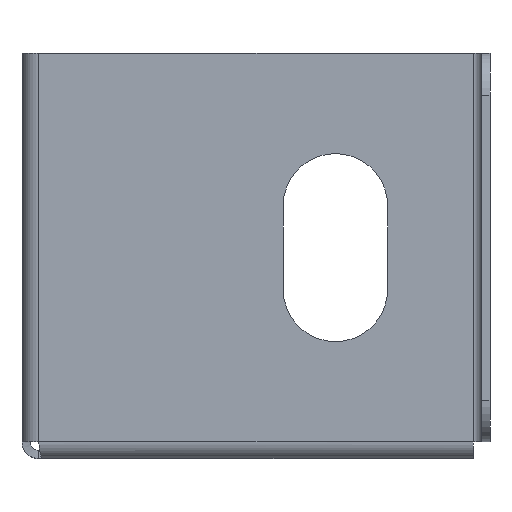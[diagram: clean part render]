
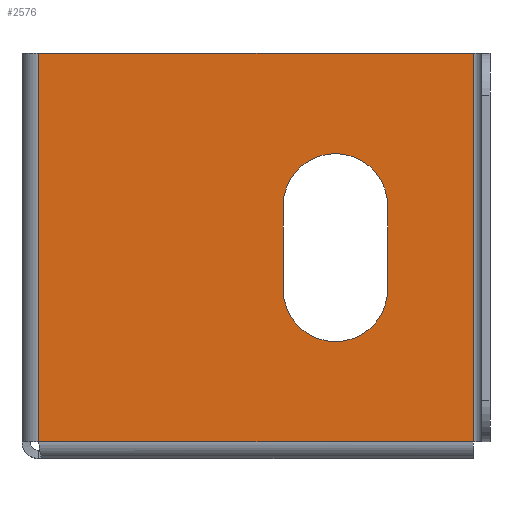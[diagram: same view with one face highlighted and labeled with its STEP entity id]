
A CAD part, left-side view. The second image highlights one B-rep face of the part: STEP entity #2576.
In plain terms, the highlighted planar face has unit normal (-1, 0, 0).
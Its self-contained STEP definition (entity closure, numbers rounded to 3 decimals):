
#276 = CARTESIAN_POINT ( 'NONE',  ( -182.25, -294.659, 93. ) ) ;
#278 = CARTESIAN_POINT ( 'NONE',  ( -182.25, -269.659, 36.5 ) ) ;
#287 = EDGE_LOOP ( 'NONE', ( #1126, #1203, #2976, #1724 ) ) ;
#294 = AXIS2_PLACEMENT_3D ( 'NONE', #2373, #397, #2111 ) ;
#318 = DIRECTION ( 'NONE',  ( 1., 0., 0. ) ) ;
#375 = DIRECTION ( 'NONE',  ( 0., 0., -1. ) ) ;
#397 = DIRECTION ( 'NONE',  ( 1., 0., 0. ) ) ;
#409 = CARTESIAN_POINT ( 'NONE',  ( -182.25, -209.159, 93. ) ) ;
#461 = CARTESIAN_POINT ( 'NONE',  ( -182.25, -294.659, 56.5 ) ) ;
#515 = LINE ( 'NONE', #895, #1038 ) ;
#615 = EDGE_CURVE ( 'NONE', #2350, #1226, #3099, .T. ) ;
#672 = FACE_BOUND ( 'NONE', #287, .T. ) ;
#677 = DIRECTION ( 'NONE',  ( 0., -1., 0. ) ) ;
#752 = VECTOR ( 'NONE', #1872, 1000. ) ;
#758 = CIRCLE ( 'NONE', #294, 12.5 ) ;
#834 = LINE ( 'NONE', #2637, #752 ) ;
#839 = CARTESIAN_POINT ( 'NONE',  ( -182.25, -315.159, 93. ) ) ;
#895 = CARTESIAN_POINT ( 'NONE',  ( -182.25, -211.159, 93. ) ) ;
#915 = DIRECTION ( 'NONE',  ( 0., -1., 0. ) ) ;
#921 = DIRECTION ( 'NONE',  ( 0., 0., -1. ) ) ;
#1038 = VECTOR ( 'NONE', #375, 1000. ) ;
#1073 = FACE_OUTER_BOUND ( 'NONE', #1169, .T. ) ;
#1126 = ORIENTED_EDGE ( 'NONE', *, *, #2389, .T. ) ;
#1134 = VERTEX_POINT ( 'NONE', #2790 ) ;
#1162 = ORIENTED_EDGE ( 'NONE', *, *, #1390, .T. ) ;
#1169 = EDGE_LOOP ( 'NONE', ( #1162, #2437, #1329, #3021 ) ) ;
#1203 = ORIENTED_EDGE ( 'NONE', *, *, #2552, .T. ) ;
#1226 = VERTEX_POINT ( 'NONE', #3176 ) ;
#1329 = ORIENTED_EDGE ( 'NONE', *, *, #3044, .F. ) ;
#1389 = CARTESIAN_POINT ( 'NONE',  ( -182.25, -269.659, 56.5 ) ) ;
#1390 = EDGE_CURVE ( 'NONE', #3223, #1134, #1840, .T. ) ;
#1416 = CARTESIAN_POINT ( 'NONE',  ( -182.25, -282.159, 36.5 ) ) ;
#1431 = CARTESIAN_POINT ( 'NONE',  ( -182.25, -209.159, 0. ) ) ;
#1493 = CARTESIAN_POINT ( 'NONE',  ( -182.25, -211.159, 0. ) ) ;
#1664 = DIRECTION ( 'NONE',  ( 0., 0., -1. ) ) ;
#1701 = CARTESIAN_POINT ( 'NONE',  ( -182.25, -209.159, 93. ) ) ;
#1724 = ORIENTED_EDGE ( 'NONE', *, *, #3003, .T. ) ;
#1840 = LINE ( 'NONE', #1431, #3134 ) ;
#1859 = EDGE_CURVE ( 'NONE', #3187, #3223, #515, .T. ) ;
#1872 = DIRECTION ( 'NONE',  ( 0., 0., -1. ) ) ;
#2098 = VERTEX_POINT ( 'NONE', #1389 ) ;
#2111 = DIRECTION ( 'NONE',  ( 0., 0., -1. ) ) ;
#2214 = LINE ( 'NONE', #1701, #2411 ) ;
#2289 = CIRCLE ( 'NONE', #2710, 12.5 ) ;
#2350 = VERTEX_POINT ( 'NONE', #461 ) ;
#2373 = CARTESIAN_POINT ( 'NONE',  ( -182.25, -282.159, 56.5 ) ) ;
#2389 = EDGE_CURVE ( 'NONE', #3307, #2098, #2838, .T. ) ;
#2411 = VECTOR ( 'NONE', #915, 1000. ) ;
#2437 = ORIENTED_EDGE ( 'NONE', *, *, #2914, .F. ) ;
#2442 = PLANE ( 'NONE',  #2694 ) ;
#2463 = CARTESIAN_POINT ( 'NONE',  ( -182.25, -211.159, 93. ) ) ;
#2552 = EDGE_CURVE ( 'NONE', #2098, #2350, #758, .T. ) ;
#2562 = DIRECTION ( 'NONE',  ( 0., 0., -1. ) ) ;
#2576 = ADVANCED_FACE ( 'NONE', ( #672, #1073 ), #2442, .F. ) ;
#2588 = VECTOR ( 'NONE', #2562, 1000. ) ;
#2637 = CARTESIAN_POINT ( 'NONE',  ( -182.25, -315.159, 93. ) ) ;
#2694 = AXIS2_PLACEMENT_3D ( 'NONE', #409, #318, #921 ) ;
#2710 = AXIS2_PLACEMENT_3D ( 'NONE', #1416, #2974, #1664 ) ;
#2790 = CARTESIAN_POINT ( 'NONE',  ( -182.25, -315.159, 0. ) ) ;
#2809 = VERTEX_POINT ( 'NONE', #839 ) ;
#2838 = LINE ( 'NONE', #3111, #2916 ) ;
#2882 = DIRECTION ( 'NONE',  ( 0., 0., 1. ) ) ;
#2914 = EDGE_CURVE ( 'NONE', #2809, #1134, #834, .T. ) ;
#2916 = VECTOR ( 'NONE', #2882, 1000. ) ;
#2974 = DIRECTION ( 'NONE',  ( 1., 0., 0. ) ) ;
#2976 = ORIENTED_EDGE ( 'NONE', *, *, #615, .T. ) ;
#3003 = EDGE_CURVE ( 'NONE', #1226, #3307, #2289, .T. ) ;
#3021 = ORIENTED_EDGE ( 'NONE', *, *, #1859, .T. ) ;
#3044 = EDGE_CURVE ( 'NONE', #3187, #2809, #2214, .T. ) ;
#3099 = LINE ( 'NONE', #276, #2588 ) ;
#3111 = CARTESIAN_POINT ( 'NONE',  ( -182.25, -269.659, 93. ) ) ;
#3134 = VECTOR ( 'NONE', #677, 1000. ) ;
#3176 = CARTESIAN_POINT ( 'NONE',  ( -182.25, -294.659, 36.5 ) ) ;
#3187 = VERTEX_POINT ( 'NONE', #2463 ) ;
#3223 = VERTEX_POINT ( 'NONE', #1493 ) ;
#3307 = VERTEX_POINT ( 'NONE', #278 ) ;
